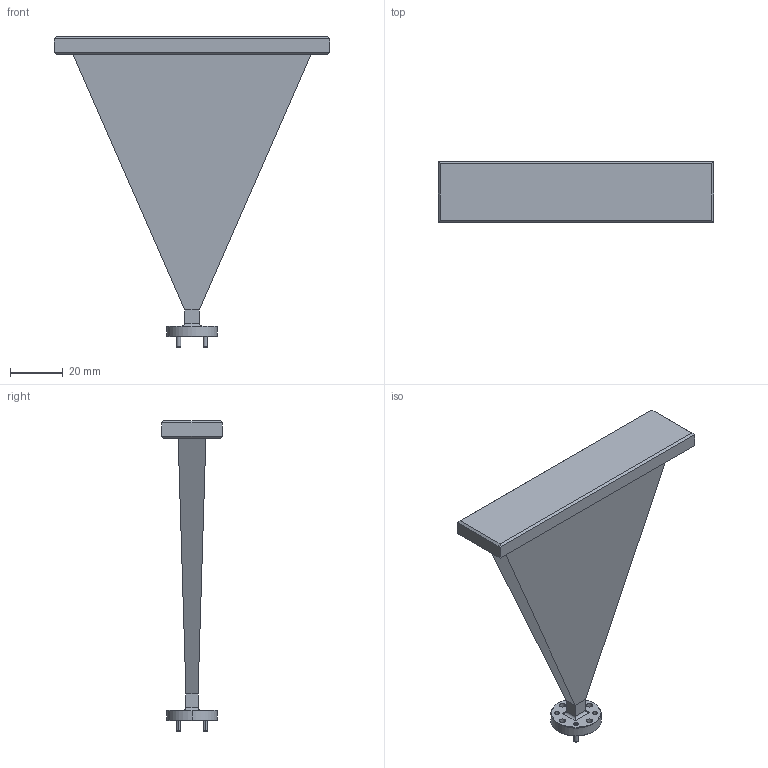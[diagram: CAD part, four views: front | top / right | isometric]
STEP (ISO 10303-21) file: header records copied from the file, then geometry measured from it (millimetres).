
FILE_DESCRIPTION (( 'STEP AP203' ), '1' );
FILE_NAME ('AL-RD30-A-RL.STEP', '2023-10-19T19:10:42', ( '' ), ( '' ), 'SwSTEP 2.0', 'SolidWorks 2021', '' );
FILE_SCHEMA (( 'CONFIG_CONTROL_DESIGN' ));
Length unit declared in the file: inch
Products named in the file (1): AL-RD30-A-RL
Bounding box: 104.14 x 22.86 x 117.34 mm (x, y, z)
Volume: 55519.7 mm3; surface area: 17264.2 mm2
Topology: 3 solids, 3 shells, 99 faces, 228 edges, 140 vertices
Faces by surface type: cylinder 40, plane 39, cone 20
Entity records: 2901 total; most frequent: DIRECTION 524, CARTESIAN_POINT 480, ORIENTED_EDGE 456, EDGE_CURVE 228, AXIS2_PLACEMENT_3D 200, VERTEX_POINT 140, LINE 124, VECTOR 124
